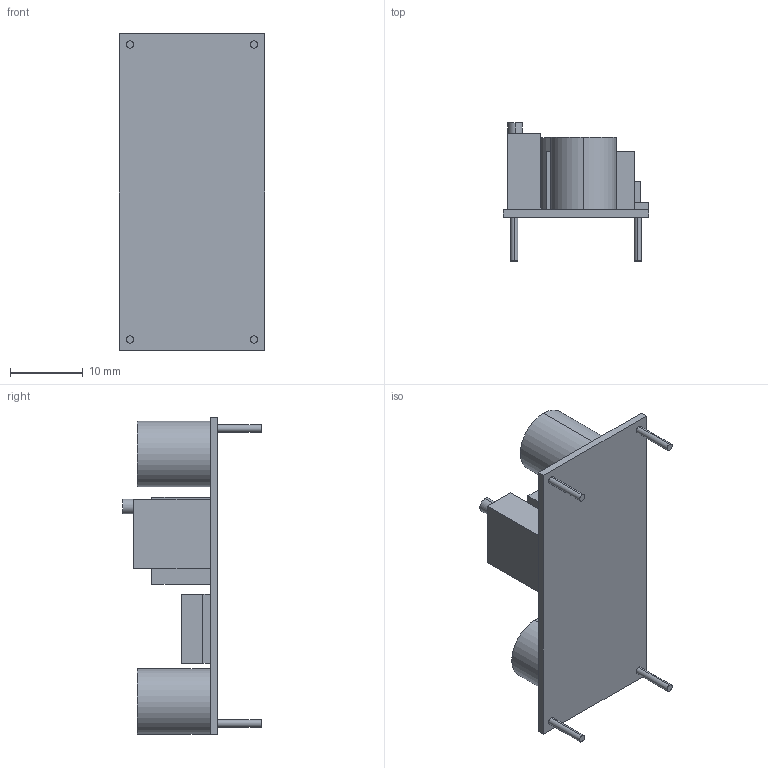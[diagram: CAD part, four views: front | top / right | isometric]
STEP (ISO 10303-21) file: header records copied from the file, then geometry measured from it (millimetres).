
FILE_DESCRIPTION (( 'STEP AP214' ), '1' );
FILE_NAME ('XL6009.STEP', '2018-04-04T17:52:11', ( 'Pol_zovatel_ Windows' ), ( '' ), 'SwSTEP 2.0', 'SolidWorks 2016', '' );
FILE_SCHEMA (( 'AUTOMOTIVE_DESIGN' ));
Length unit declared in the file: millimetre
Products named in the file (1): XL6009
Bounding box: 20 x 19 x 43.5 mm (x, y, z)
Volume: 4118.7 mm3; surface area: 3516.7 mm2
Topology: 2 solids, 2 shells, 49 faces, 106 edges, 69 vertices
Faces by surface type: plane 35, cylinder 14
Entity records: 1845 total; most frequent: DIRECTION 235, CARTESIAN_POINT 225, ORIENTED_EDGE 212, EDGE_CURVE 106, AXIS2_PLACEMENT_3D 79, VECTOR 77, LINE 77, VERTEX_POINT 69
